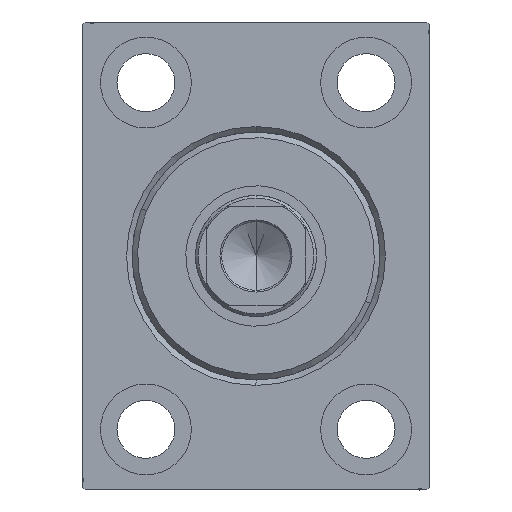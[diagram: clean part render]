
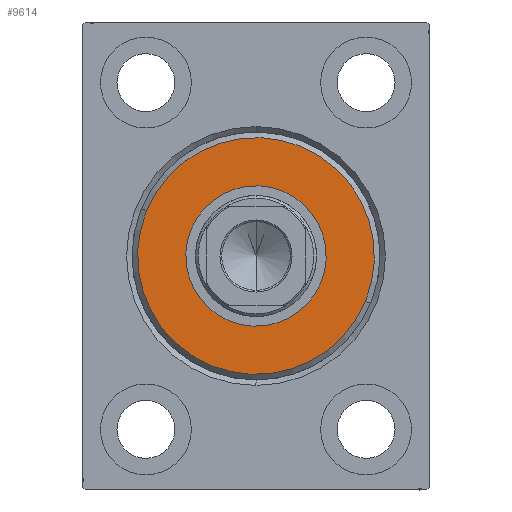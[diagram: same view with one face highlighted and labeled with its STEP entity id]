
A CAD part, left-side view. The second image highlights one B-rep face of the part: STEP entity #9614.
In plain terms, the highlighted face is planar.
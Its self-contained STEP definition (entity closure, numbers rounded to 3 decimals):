
#87 = DIRECTION ( 'NONE',  ( 0., 0., -1. ) ) ;
#2176 = CARTESIAN_POINT ( 'NONE',  ( 3., 0., 21.5 ) ) ;
#2323 = AXIS2_PLACEMENT_3D ( 'NONE', #24348, #11074, #21244 ) ;
#3163 = EDGE_CURVE ( 'NONE', #33403, #4845, #35585, .T. ) ;
#3552 = CARTESIAN_POINT ( 'NONE',  ( 3., 0., -21.5 ) ) ;
#4127 = CIRCLE ( 'NONE', #24613, 12.75 ) ;
#4180 = DIRECTION ( 'NONE',  ( 0., 0., -1. ) ) ;
#4845 = VERTEX_POINT ( 'NONE', #2176 ) ;
#9614 = ADVANCED_FACE ( 'NONE', ( #21483, #21255 ), #34766, .T. ) ;
#11003 = DIRECTION ( 'NONE',  ( 1., 0., 0. ) ) ;
#11074 = DIRECTION ( 'NONE',  ( -1., 0., 0. ) ) ;
#12179 = CIRCLE ( 'NONE', #2323, 12.75 ) ;
#13800 = CARTESIAN_POINT ( 'NONE',  ( 3., 0., 0. ) ) ;
#15726 = EDGE_CURVE ( 'NONE', #39783, #34647, #4127, .T. ) ;
#17087 = CIRCLE ( 'NONE', #22744, 21.5 ) ;
#17483 = ORIENTED_EDGE ( 'NONE', *, *, #37702, .T. ) ;
#17899 = AXIS2_PLACEMENT_3D ( 'NONE', #37588, #30736, #4180 ) ;
#18149 = DIRECTION ( 'NONE',  ( 0., 0., -1. ) ) ;
#20642 = ORIENTED_EDGE ( 'NONE', *, *, #35755, .T. ) ;
#20729 = DIRECTION ( 'NONE',  ( 0., 0., -1. ) ) ;
#21029 = CARTESIAN_POINT ( 'NONE',  ( 3., 0., 12.75 ) ) ;
#21244 = DIRECTION ( 'NONE',  ( 0., 0., -1. ) ) ;
#21255 = FACE_BOUND ( 'NONE', #36171, .T. ) ;
#21483 = FACE_OUTER_BOUND ( 'NONE', #36714, .T. ) ;
#22744 = AXIS2_PLACEMENT_3D ( 'NONE', #30708, #11003, #20729 ) ;
#24348 = CARTESIAN_POINT ( 'NONE',  ( 3., 0., 0. ) ) ;
#24613 = AXIS2_PLACEMENT_3D ( 'NONE', #13800, #34364, #87 ) ;
#25586 = CARTESIAN_POINT ( 'NONE',  ( 3., 0., -12.75 ) ) ;
#30708 = CARTESIAN_POINT ( 'NONE',  ( 3., 0., 0. ) ) ;
#30736 = DIRECTION ( 'NONE',  ( 1., 0., 0. ) ) ;
#33403 = VERTEX_POINT ( 'NONE', #3552 ) ;
#34364 = DIRECTION ( 'NONE',  ( -1., 0., 0. ) ) ;
#34540 = CARTESIAN_POINT ( 'NONE',  ( 3., 0., 0. ) ) ;
#34647 = VERTEX_POINT ( 'NONE', #25586 ) ;
#34766 = PLANE ( 'NONE',  #42145 ) ;
#35585 = CIRCLE ( 'NONE', #17899, 21.5 ) ;
#35755 = EDGE_CURVE ( 'NONE', #4845, #33403, #17087, .T. ) ;
#36171 = EDGE_LOOP ( 'NONE', ( #38000, #17483 ) ) ;
#36714 = EDGE_LOOP ( 'NONE', ( #20642, #38994 ) ) ;
#37588 = CARTESIAN_POINT ( 'NONE',  ( 3., 0., 0. ) ) ;
#37702 = EDGE_CURVE ( 'NONE', #34647, #39783, #12179, .T. ) ;
#38000 = ORIENTED_EDGE ( 'NONE', *, *, #15726, .T. ) ;
#38994 = ORIENTED_EDGE ( 'NONE', *, *, #3163, .T. ) ;
#39783 = VERTEX_POINT ( 'NONE', #21029 ) ;
#41165 = DIRECTION ( 'NONE',  ( 1., 0., 0. ) ) ;
#42145 = AXIS2_PLACEMENT_3D ( 'NONE', #34540, #41165, #18149 ) ;
